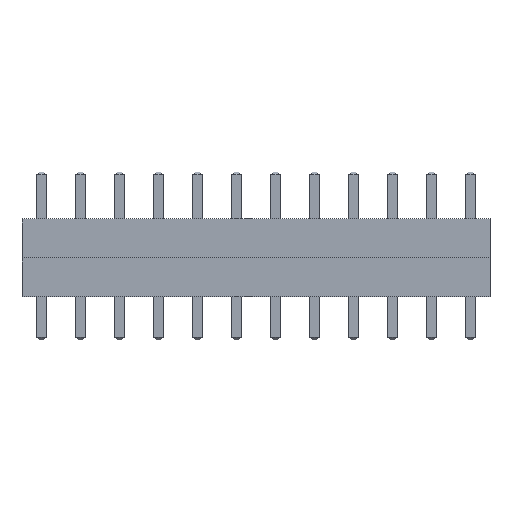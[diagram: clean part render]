
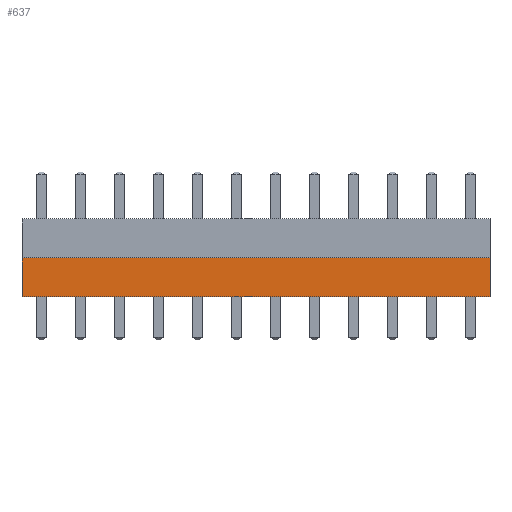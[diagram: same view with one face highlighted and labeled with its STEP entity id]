
A CAD part, top view. The second image highlights one B-rep face of the part: STEP entity #637.
In plain terms, the highlighted planar face has unit normal (0, 0, 1).
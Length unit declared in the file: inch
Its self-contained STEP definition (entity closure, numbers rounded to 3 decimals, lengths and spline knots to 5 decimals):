
#637 = ADVANCED_FACE( '', ( #1455 ), #1456, .F. );
#1455 = FACE_OUTER_BOUND( '', #2447, .T. );
#1456 = PLANE( '', #2448 );
#2447 = EDGE_LOOP( '', ( #4192, #4193, #4194, #4195 ) );
#2448 = AXIS2_PLACEMENT_3D( '', #4196, #4197, #4198 );
#4192 = ORIENTED_EDGE( '', *, *, #6091, .T. );
#4193 = ORIENTED_EDGE( '', *, *, #6564, .F. );
#4194 = ORIENTED_EDGE( '', *, *, #5999, .F. );
#4195 = ORIENTED_EDGE( '', *, *, #6314, .T. );
#4196 = CARTESIAN_POINT( '', ( -0.6, 0.1, 0.05 ) );
#4197 = DIRECTION( '', ( 0., 0., -1. ) );
#4198 = DIRECTION( '', ( -1., 0., 0. ) );
#5999 = EDGE_CURVE( '', #7211, #7213, #7214, .T. );
#6091 = EDGE_CURVE( '', #7367, #7371, #7373, .T. );
#6314 = EDGE_CURVE( '', #7211, #7367, #7733, .T. );
#6564 = EDGE_CURVE( '', #7213, #7371, #8119, .T. );
#7211 = VERTEX_POINT( '', #8936 );
#7213 = VERTEX_POINT( '', #8939 );
#7214 = LINE( '', #8940, #8941 );
#7367 = VERTEX_POINT( '', #9163 );
#7371 = VERTEX_POINT( '', #9169 );
#7373 = LINE( '', #9172, #9173 );
#7733 = LINE( '', #9711, #9712 );
#8119 = LINE( '', #10299, #10300 );
#8936 = CARTESIAN_POINT( '', ( -0.6, 0.1, 0.05 ) );
#8939 = CARTESIAN_POINT( '', ( 0.6, 0.1, 0.05 ) );
#8940 = CARTESIAN_POINT( '', ( -0.6, 0.1, 0.05 ) );
#8941 = VECTOR( '', #11206, 39.37008 );
#9163 = CARTESIAN_POINT( '', ( -0.6, 0., 0.05 ) );
#9169 = CARTESIAN_POINT( '', ( 0.6, 0., 0.05 ) );
#9172 = CARTESIAN_POINT( '', ( -0.6, 0., 0.05 ) );
#9173 = VECTOR( '', #11279, 39.37008 );
#9711 = CARTESIAN_POINT( '', ( -0.6, 0.1, 0.05 ) );
#9712 = VECTOR( '', #11458, 39.37008 );
#10299 = CARTESIAN_POINT( '', ( 0.6, 0.1, 0.05 ) );
#10300 = VECTOR( '', #11660, 39.37008 );
#11206 = DIRECTION( '', ( 1., 0., 0. ) );
#11279 = DIRECTION( '', ( 1., 0., 0. ) );
#11458 = DIRECTION( '', ( 0., -1., 0. ) );
#11660 = DIRECTION( '', ( 0., -1., 0. ) );
